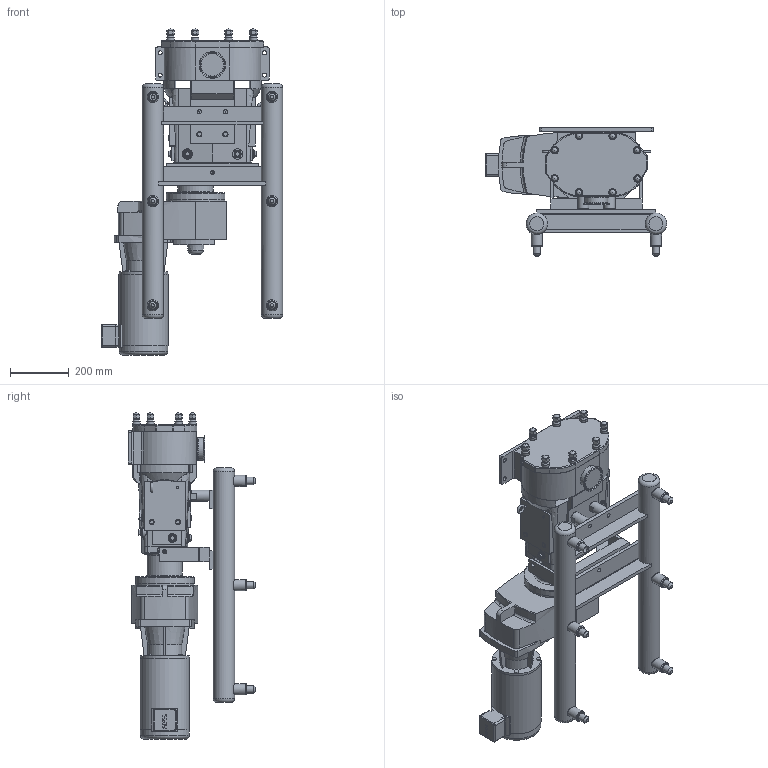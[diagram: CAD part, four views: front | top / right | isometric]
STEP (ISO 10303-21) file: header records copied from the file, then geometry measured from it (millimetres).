
FILE_DESCRIPTION(/* description */ (''),/* implementation_level */ '2;1');
FILE_NAME(/* name */ 'U3_134U3_145TC_(3.27 x 9.52)x3.0_S-Line_1.5HP_SIDE_SM.stp',/* time_stamp */ '2021-05-24T18:46:52+05:00',/* author */ ('trtmhr'),/* organization */ (''),/* preprocessor_version */ 'ST-DEVELOPER v18.1',/* originating_system */ 'Autodesk Inventor 2020',/* authorisation */ '');
FILE_SCHEMA (('AUTOMOTIVE_DESIGN { 1 0 10303 214 3 1 1 }'));
Length unit declared in the file: inch
Products named in the file (1): U3_134U3_145TC_(3.27 x 9.52)x3.0_S-Line_1.5HP_SIDE_SM
Bounding box: 618.58 x 436.58 x 1113.64 mm (x, y, z)
Volume: 51946151.3 mm3; surface area: 2057290.7 mm2
Topology: 4 solids, 4 shells, 1057 faces, 2887 edges, 1908 vertices
Faces by surface type: plane 538, cylinder 305, cone 72, torus 68, bspline 62, sphere 12
Full cylindrical faces by diameter (mm): 2.54 x2, 7.62 x3, 7.798 x1, 10.719 x5, 13.487 x4, 14.224 x2, 14.3 x3, 15.24 x1, 19.05 x8, 23.876 x3, 25.4 x19, 29.21 x2, 31.75 x3, 35.052 x6, 38.1 x8, 65.786 x1, 76.2 x1, 78.461 x1, 79.477 x1, 91.008 x1, 120.65 x1, 165.989 x1, 166.116 x1, 168.402 x1, 200 x1, 200.152 x1
Entity records: 35561 total; most frequent: CARTESIAN_POINT 8440, ORIENTED_EDGE 5736, DIRECTION 5668, EDGE_CURVE 2868, AXIS2_PLACEMENT_3D 2115, VERTEX_POINT 1908, LINE 1438, VECTOR 1438
